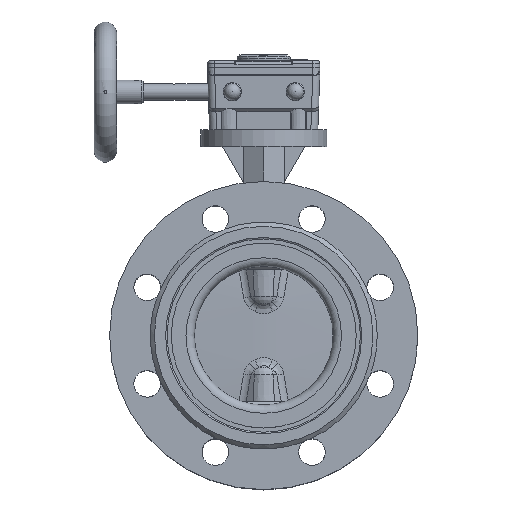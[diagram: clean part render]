
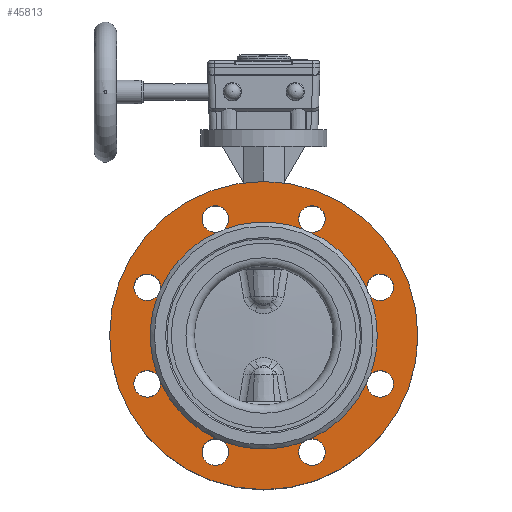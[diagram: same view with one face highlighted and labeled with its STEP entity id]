
A CAD part, top view. The second image highlights one B-rep face of the part: STEP entity #45813.
In plain terms, the highlighted planar face has unit normal (0, 0, 1).
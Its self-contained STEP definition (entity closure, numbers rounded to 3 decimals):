
#1562=PLANE('',#50302);
#2016=FACE_BOUND('',#14615,.T.);
#11749=FACE_OUTER_BOUND('',#14614,.T.);
#14614=EDGE_LOOP('',(#41038));
#14615=EDGE_LOOP('',(#41039,#41040,#41041,#41042,#41043,#41044,#41045,#41046,
#41047,#41048,#41049,#41050,#41051,#41052,#41053,#41054,#41055,#41056,#41057,
#41058,#41059,#41060,#41061,#41062,#41063));
#17824=CIRCLE('',#50101,9.5);
#17825=CIRCLE('',#50102,9.5);
#17830=CIRCLE('',#50109,9.5);
#17831=CIRCLE('',#50110,9.5);
#17836=CIRCLE('',#50117,9.5);
#17837=CIRCLE('',#50118,9.5);
#17842=CIRCLE('',#50125,9.5);
#17843=CIRCLE('',#50126,9.5);
#17848=CIRCLE('',#50133,9.5);
#17849=CIRCLE('',#50134,9.5);
#17854=CIRCLE('',#50141,9.5);
#17855=CIRCLE('',#50142,9.5);
#17860=CIRCLE('',#50149,9.5);
#17861=CIRCLE('',#50150,9.5);
#17866=CIRCLE('',#50157,9.5);
#17867=CIRCLE('',#50158,9.5);
#17884=CIRCLE('',#50184,81.);
#17885=CIRCLE('',#50185,81.);
#17886=CIRCLE('',#50186,81.);
#17887=CIRCLE('',#50187,81.);
#17888=CIRCLE('',#50188,81.);
#17890=CIRCLE('',#50190,81.);
#17891=CIRCLE('',#50191,81.);
#17892=CIRCLE('',#50192,81.);
#17893=CIRCLE('',#50193,81.);
#17894=CIRCLE('',#50195,110.);
#21641=VERTEX_POINT('',#153483);
#21642=VERTEX_POINT('',#153485);
#21643=VERTEX_POINT('',#153487);
#21649=VERTEX_POINT('',#153513);
#21650=VERTEX_POINT('',#153515);
#21651=VERTEX_POINT('',#153517);
#21657=VERTEX_POINT('',#153543);
#21658=VERTEX_POINT('',#153545);
#21659=VERTEX_POINT('',#153547);
#21665=VERTEX_POINT('',#153573);
#21666=VERTEX_POINT('',#153575);
#21667=VERTEX_POINT('',#153577);
#21673=VERTEX_POINT('',#153603);
#21674=VERTEX_POINT('',#153605);
#21675=VERTEX_POINT('',#153607);
#21681=VERTEX_POINT('',#153633);
#21682=VERTEX_POINT('',#153635);
#21683=VERTEX_POINT('',#153637);
#21689=VERTEX_POINT('',#153663);
#21690=VERTEX_POINT('',#153665);
#21691=VERTEX_POINT('',#153667);
#21697=VERTEX_POINT('',#153693);
#21698=VERTEX_POINT('',#153695);
#21699=VERTEX_POINT('',#153697);
#21715=VERTEX_POINT('',#153756);
#21717=VERTEX_POINT('',#153766);
#28025=EDGE_CURVE('',#21642,#21641,#17824,.T.);
#28027=EDGE_CURVE('',#21641,#21643,#17825,.T.);
#28035=EDGE_CURVE('',#21650,#21649,#17830,.T.);
#28037=EDGE_CURVE('',#21649,#21651,#17831,.T.);
#28045=EDGE_CURVE('',#21658,#21657,#17836,.T.);
#28047=EDGE_CURVE('',#21657,#21659,#17837,.T.);
#28055=EDGE_CURVE('',#21666,#21665,#17842,.T.);
#28057=EDGE_CURVE('',#21665,#21667,#17843,.T.);
#28065=EDGE_CURVE('',#21674,#21673,#17848,.T.);
#28067=EDGE_CURVE('',#21673,#21675,#17849,.T.);
#28075=EDGE_CURVE('',#21682,#21681,#17854,.T.);
#28077=EDGE_CURVE('',#21681,#21683,#17855,.T.);
#28085=EDGE_CURVE('',#21690,#21689,#17860,.T.);
#28087=EDGE_CURVE('',#21689,#21691,#17861,.T.);
#28095=EDGE_CURVE('',#21698,#21697,#17866,.T.);
#28097=EDGE_CURVE('',#21697,#21699,#17867,.T.);
#28121=EDGE_CURVE('',#21650,#21659,#17884,.T.);
#28122=EDGE_CURVE('',#21658,#21667,#17885,.T.);
#28123=EDGE_CURVE('',#21666,#21675,#17886,.T.);
#28124=EDGE_CURVE('',#21674,#21683,#17887,.T.);
#28125=EDGE_CURVE('',#21682,#21715,#17888,.T.);
#28128=EDGE_CURVE('',#21715,#21691,#17890,.T.);
#28129=EDGE_CURVE('',#21690,#21699,#17891,.T.);
#28130=EDGE_CURVE('',#21698,#21643,#17892,.T.);
#28131=EDGE_CURVE('',#21642,#21651,#17893,.T.);
#28132=EDGE_CURVE('',#21717,#21717,#17894,.T.);
#41038=ORIENTED_EDGE('',*,*,#28132,.T.);
#41039=ORIENTED_EDGE('',*,*,#28131,.F.);
#41040=ORIENTED_EDGE('',*,*,#28025,.T.);
#41041=ORIENTED_EDGE('',*,*,#28027,.T.);
#41042=ORIENTED_EDGE('',*,*,#28130,.F.);
#41043=ORIENTED_EDGE('',*,*,#28095,.T.);
#41044=ORIENTED_EDGE('',*,*,#28097,.T.);
#41045=ORIENTED_EDGE('',*,*,#28129,.F.);
#41046=ORIENTED_EDGE('',*,*,#28085,.T.);
#41047=ORIENTED_EDGE('',*,*,#28087,.T.);
#41048=ORIENTED_EDGE('',*,*,#28128,.F.);
#41049=ORIENTED_EDGE('',*,*,#28125,.F.);
#41050=ORIENTED_EDGE('',*,*,#28075,.T.);
#41051=ORIENTED_EDGE('',*,*,#28077,.T.);
#41052=ORIENTED_EDGE('',*,*,#28124,.F.);
#41053=ORIENTED_EDGE('',*,*,#28065,.T.);
#41054=ORIENTED_EDGE('',*,*,#28067,.T.);
#41055=ORIENTED_EDGE('',*,*,#28123,.F.);
#41056=ORIENTED_EDGE('',*,*,#28055,.T.);
#41057=ORIENTED_EDGE('',*,*,#28057,.T.);
#41058=ORIENTED_EDGE('',*,*,#28122,.F.);
#41059=ORIENTED_EDGE('',*,*,#28045,.T.);
#41060=ORIENTED_EDGE('',*,*,#28047,.T.);
#41061=ORIENTED_EDGE('',*,*,#28121,.F.);
#41062=ORIENTED_EDGE('',*,*,#28035,.T.);
#41063=ORIENTED_EDGE('',*,*,#28037,.T.);
#45813=ADVANCED_FACE('',(#11749,#2016),#1562,.F.);
#50101=AXIS2_PLACEMENT_3D('',#153486,#60928,#60929);
#50102=AXIS2_PLACEMENT_3D('',#153494,#60930,#60931);
#50109=AXIS2_PLACEMENT_3D('',#153516,#60946,#60947);
#50110=AXIS2_PLACEMENT_3D('',#153524,#60948,#60949);
#50117=AXIS2_PLACEMENT_3D('',#153546,#60964,#60965);
#50118=AXIS2_PLACEMENT_3D('',#153554,#60966,#60967);
#50125=AXIS2_PLACEMENT_3D('',#153576,#60982,#60983);
#50126=AXIS2_PLACEMENT_3D('',#153584,#60984,#60985);
#50133=AXIS2_PLACEMENT_3D('',#153606,#61000,#61001);
#50134=AXIS2_PLACEMENT_3D('',#153614,#61002,#61003);
#50141=AXIS2_PLACEMENT_3D('',#153636,#61018,#61019);
#50142=AXIS2_PLACEMENT_3D('',#153644,#61020,#61021);
#50149=AXIS2_PLACEMENT_3D('',#153666,#61036,#61037);
#50150=AXIS2_PLACEMENT_3D('',#153674,#61038,#61039);
#50157=AXIS2_PLACEMENT_3D('',#153696,#61054,#61055);
#50158=AXIS2_PLACEMENT_3D('',#153704,#61056,#61057);
#50184=AXIS2_PLACEMENT_3D('',#153752,#61115,#61116);
#50185=AXIS2_PLACEMENT_3D('',#153753,#61117,#61118);
#50186=AXIS2_PLACEMENT_3D('',#153754,#61119,#61120);
#50187=AXIS2_PLACEMENT_3D('',#153755,#61121,#61122);
#50188=AXIS2_PLACEMENT_3D('',#153757,#61123,#61124);
#50190=AXIS2_PLACEMENT_3D('',#153761,#61128,#61129);
#50191=AXIS2_PLACEMENT_3D('',#153762,#61130,#61131);
#50192=AXIS2_PLACEMENT_3D('',#153763,#61132,#61133);
#50193=AXIS2_PLACEMENT_3D('',#153764,#61134,#61135);
#50195=AXIS2_PLACEMENT_3D('',#153767,#61138,#61139);
#50302=AXIS2_PLACEMENT_3D('',#155235,#61559,#61560);
#60928=DIRECTION('center_axis',(0.,0.,-1.));
#60929=DIRECTION('ref_axis',(-1.,0.,0.));
#60930=DIRECTION('center_axis',(0.,0.,-1.));
#60931=DIRECTION('ref_axis',(-1.,0.,0.));
#60946=DIRECTION('center_axis',(0.,0.,-1.));
#60947=DIRECTION('ref_axis',(-1.,0.,0.));
#60948=DIRECTION('center_axis',(0.,0.,-1.));
#60949=DIRECTION('ref_axis',(-1.,0.,0.));
#60964=DIRECTION('center_axis',(0.,0.,-1.));
#60965=DIRECTION('ref_axis',(-1.,0.,0.));
#60966=DIRECTION('center_axis',(0.,0.,-1.));
#60967=DIRECTION('ref_axis',(-1.,0.,0.));
#60982=DIRECTION('center_axis',(0.,0.,-1.));
#60983=DIRECTION('ref_axis',(-1.,0.,0.));
#60984=DIRECTION('center_axis',(0.,0.,-1.));
#60985=DIRECTION('ref_axis',(-1.,0.,0.));
#61000=DIRECTION('center_axis',(0.,0.,-1.));
#61001=DIRECTION('ref_axis',(-1.,0.,0.));
#61002=DIRECTION('center_axis',(0.,0.,-1.));
#61003=DIRECTION('ref_axis',(-1.,0.,0.));
#61018=DIRECTION('center_axis',(0.,0.,-1.));
#61019=DIRECTION('ref_axis',(-1.,0.,0.));
#61020=DIRECTION('center_axis',(0.,0.,-1.));
#61021=DIRECTION('ref_axis',(-1.,0.,0.));
#61036=DIRECTION('center_axis',(0.,0.,-1.));
#61037=DIRECTION('ref_axis',(-1.,0.,0.));
#61038=DIRECTION('center_axis',(0.,0.,-1.));
#61039=DIRECTION('ref_axis',(-1.,0.,0.));
#61054=DIRECTION('center_axis',(0.,0.,-1.));
#61055=DIRECTION('ref_axis',(-1.,0.,0.));
#61056=DIRECTION('center_axis',(0.,0.,-1.));
#61057=DIRECTION('ref_axis',(-1.,0.,0.));
#61115=DIRECTION('center_axis',(0.,0.,1.));
#61116=DIRECTION('ref_axis',(1.,0.,0.));
#61117=DIRECTION('center_axis',(0.,0.,1.));
#61118=DIRECTION('ref_axis',(1.,0.,0.));
#61119=DIRECTION('center_axis',(0.,0.,1.));
#61120=DIRECTION('ref_axis',(1.,0.,0.));
#61121=DIRECTION('center_axis',(0.,0.,1.));
#61122=DIRECTION('ref_axis',(1.,0.,0.));
#61123=DIRECTION('center_axis',(0.,0.,1.));
#61124=DIRECTION('ref_axis',(1.,0.,0.));
#61128=DIRECTION('center_axis',(0.,0.,1.));
#61129=DIRECTION('ref_axis',(1.,0.,0.));
#61130=DIRECTION('center_axis',(0.,0.,1.));
#61131=DIRECTION('ref_axis',(1.,0.,0.));
#61132=DIRECTION('center_axis',(0.,0.,1.));
#61133=DIRECTION('ref_axis',(1.,0.,0.));
#61134=DIRECTION('center_axis',(0.,0.,1.));
#61135=DIRECTION('ref_axis',(1.,0.,0.));
#61138=DIRECTION('center_axis',(0.,0.,1.));
#61139=DIRECTION('ref_axis',(1.,0.,0.));
#61559=DIRECTION('center_axis',(0.,0.,-1.));
#61560=DIRECTION('ref_axis',(-1.,0.,0.));
#153483=CARTESIAN_POINT('',(-43.942,83.149,60.5));
#153485=CARTESIAN_POINT('',(-33.643,73.683,60.5));
#153486=CARTESIAN_POINT('Origin',(-34.442,83.149,60.5));
#153487=CARTESIAN_POINT('',(-28.312,75.891,60.5));
#153494=CARTESIAN_POINT('Origin',(-34.442,83.149,60.5));
#153513=CARTESIAN_POINT('',(-92.649,34.442,60.5));
#153515=CARTESIAN_POINT('',(-75.891,28.312,60.5));
#153516=CARTESIAN_POINT('Origin',(-83.149,34.442,60.5));
#153517=CARTESIAN_POINT('',(-73.683,33.643,60.5));
#153524=CARTESIAN_POINT('Origin',(-83.149,34.442,60.5));
#153543=CARTESIAN_POINT('',(-92.649,-34.442,60.5));
#153545=CARTESIAN_POINT('',(-73.683,-33.643,60.5));
#153546=CARTESIAN_POINT('Origin',(-83.149,-34.442,60.5));
#153547=CARTESIAN_POINT('',(-75.891,-28.312,60.5));
#153554=CARTESIAN_POINT('Origin',(-83.149,-34.442,60.5));
#153573=CARTESIAN_POINT('',(-43.942,-83.149,60.5));
#153575=CARTESIAN_POINT('',(-28.312,-75.891,60.5));
#153576=CARTESIAN_POINT('Origin',(-34.442,-83.149,60.5));
#153577=CARTESIAN_POINT('',(-33.643,-73.683,60.5));
#153584=CARTESIAN_POINT('Origin',(-34.442,-83.149,60.5));
#153603=CARTESIAN_POINT('',(24.942,-83.149,60.5));
#153605=CARTESIAN_POINT('',(33.643,-73.683,60.5));
#153606=CARTESIAN_POINT('Origin',(34.442,-83.149,60.5));
#153607=CARTESIAN_POINT('',(28.312,-75.891,60.5));
#153614=CARTESIAN_POINT('Origin',(34.442,-83.149,60.5));
#153633=CARTESIAN_POINT('',(73.649,-34.442,60.5));
#153635=CARTESIAN_POINT('',(75.891,-28.312,60.5));
#153636=CARTESIAN_POINT('Origin',(83.149,-34.442,60.5));
#153637=CARTESIAN_POINT('',(73.683,-33.643,60.5));
#153644=CARTESIAN_POINT('Origin',(83.149,-34.442,60.5));
#153663=CARTESIAN_POINT('',(73.649,34.442,60.5));
#153665=CARTESIAN_POINT('',(73.683,33.643,60.5));
#153666=CARTESIAN_POINT('Origin',(83.149,34.442,60.5));
#153667=CARTESIAN_POINT('',(75.891,28.312,60.5));
#153674=CARTESIAN_POINT('Origin',(83.149,34.442,60.5));
#153693=CARTESIAN_POINT('',(24.942,83.149,60.5));
#153695=CARTESIAN_POINT('',(28.312,75.891,60.5));
#153696=CARTESIAN_POINT('Origin',(34.442,83.149,60.5));
#153697=CARTESIAN_POINT('',(33.643,73.683,60.5));
#153704=CARTESIAN_POINT('Origin',(34.442,83.149,60.5));
#153752=CARTESIAN_POINT('Origin',(0.,0.,60.5));
#153753=CARTESIAN_POINT('Origin',(0.,0.,60.5));
#153754=CARTESIAN_POINT('Origin',(0.,0.,60.5));
#153755=CARTESIAN_POINT('Origin',(0.,0.,60.5));
#153756=CARTESIAN_POINT('',(81.,0.,60.5));
#153757=CARTESIAN_POINT('Origin',(0.,0.,60.5));
#153761=CARTESIAN_POINT('Origin',(0.,0.,60.5));
#153762=CARTESIAN_POINT('Origin',(0.,0.,60.5));
#153763=CARTESIAN_POINT('Origin',(0.,0.,60.5));
#153764=CARTESIAN_POINT('Origin',(0.,0.,60.5));
#153766=CARTESIAN_POINT('',(-110.,0.,60.5));
#153767=CARTESIAN_POINT('Origin',(0.,0.,60.5));
#155235=CARTESIAN_POINT('Origin',(0.,81.,60.5));
